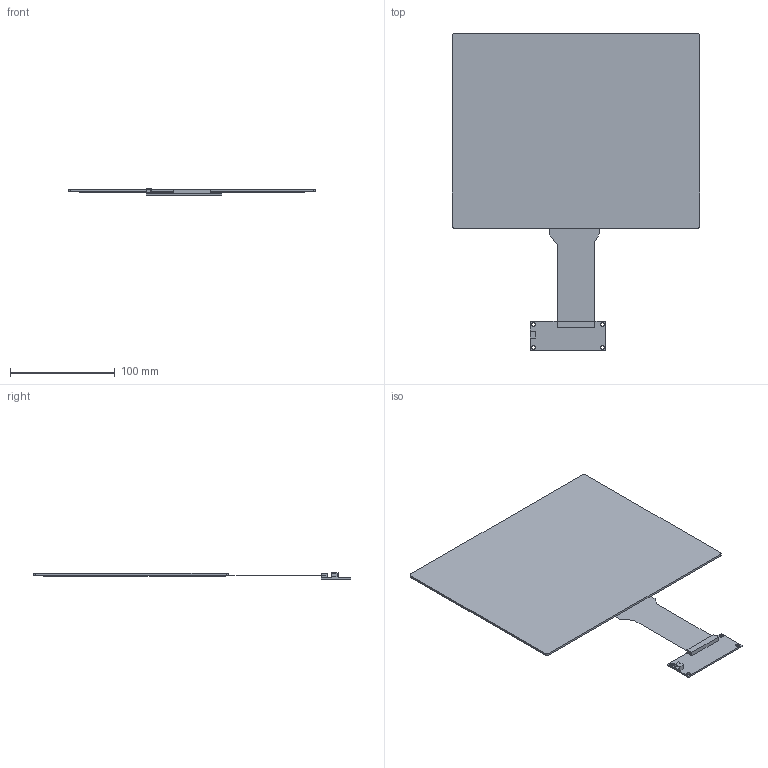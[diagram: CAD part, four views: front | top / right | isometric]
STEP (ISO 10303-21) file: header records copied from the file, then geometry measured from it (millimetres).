
FILE_DESCRIPTION((''),'2;1');
FILE_NAME('SNT-ITO-TPB-10_4-EETI_ASM','2021-09-22T18:47:56',('SNT-DESIGN'),(''),'CREO PARAMETRIC BY PTC INC, 2016510','CREO PARAMETRIC BY PTC INC, 2016510','');
FILE_SCHEMA(('CONFIG_CONTROL_DESIGN'));
Length unit declared in the file: millimetre
Products named in the file (5): CG; LOCA; SENSOR; CONTROL; SNT-ITO-TPB-10_4-EETI_ASM
Assembly tree (4 placements, depth 2):
  SNT-ITO-TPB-10_4-EETI_ASM
    CG
    LOCA
    SENSOR
    CONTROL
Bounding box: 236 x 302.86 x 6.6 mm (x, y, z)
Volume: 125358.1 mm3; surface area: 257189.9 mm2
Topology: 4 solids, 6 shells, 51 faces, 140 edges, 100 vertices
Faces by surface type: plane 39, cylinder 12
Entity records: 1793 total; most frequent: CARTESIAN_POINT 304, DIRECTION 296, ORIENTED_EDGE 260, EDGE_CURVE 140, VECTOR 112, LINE 112, VERTEX_POINT 100, AXIS2_PLACEMENT_3D 92
